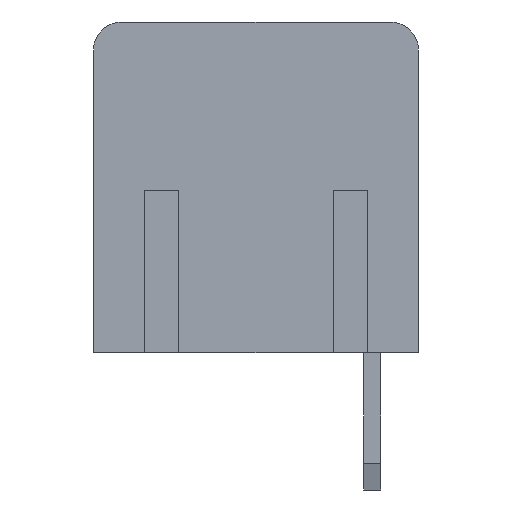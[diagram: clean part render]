
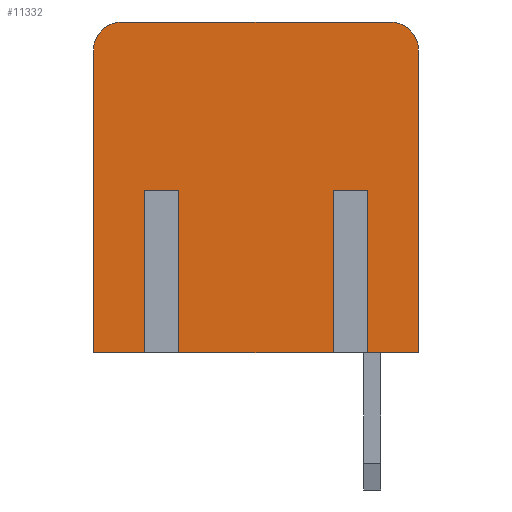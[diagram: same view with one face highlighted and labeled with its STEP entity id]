
A CAD part, left-side view. The second image highlights one B-rep face of the part: STEP entity #11332.
In plain terms, the highlighted planar face has unit normal (-1, 0, 0).
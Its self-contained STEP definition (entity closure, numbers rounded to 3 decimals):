
#629=PLANE('',#11912);
#1129=LINE('',#14825,#1917);
#1137=LINE('',#14841,#1925);
#1145=LINE('',#14857,#1933);
#1248=LINE('',#15069,#2036);
#1249=LINE('',#15071,#2037);
#1254=LINE('',#15082,#2042);
#1270=LINE('',#15115,#2058);
#1271=LINE('',#15117,#2059);
#1272=LINE('',#15119,#2060);
#1273=LINE('',#15122,#2061);
#1274=LINE('',#15124,#2062);
#1275=LINE('',#15126,#2063);
#1917=VECTOR('',#12756,1000.);
#1925=VECTOR('',#12764,1000.);
#1933=VECTOR('',#12772,1000.);
#2036=VECTOR('',#12909,1000.);
#2037=VECTOR('',#12912,1000.);
#2042=VECTOR('',#12919,1000.);
#2058=VECTOR('',#12951,1000.);
#2059=VECTOR('',#12952,1000.);
#2060=VECTOR('',#12953,1000.);
#2061=VECTOR('',#12958,1000.);
#2062=VECTOR('',#12959,1000.);
#2063=VECTOR('',#12960,1000.);
#3044=ORIENTED_EDGE('',*,*,#5516,.F.);
#3045=ORIENTED_EDGE('',*,*,#5517,.T.);
#3046=ORIENTED_EDGE('',*,*,#5518,.T.);
#3047=ORIENTED_EDGE('',*,*,#5375,.F.);
#3048=ORIENTED_EDGE('',*,*,#5494,.F.);
#3049=ORIENTED_EDGE('',*,*,#5519,.T.);
#3050=ORIENTED_EDGE('',*,*,#5500,.T.);
#3051=ORIENTED_EDGE('',*,*,#5520,.T.);
#3052=ORIENTED_EDGE('',*,*,#5495,.T.);
#3053=ORIENTED_EDGE('',*,*,#5391,.F.);
#3054=ORIENTED_EDGE('',*,*,#5521,.F.);
#3055=ORIENTED_EDGE('',*,*,#5522,.T.);
#3056=ORIENTED_EDGE('',*,*,#5523,.T.);
#3057=ORIENTED_EDGE('',*,*,#5383,.F.);
#5375=EDGE_CURVE('',#6649,#6650,#1129,.T.);
#5383=EDGE_CURVE('',#6657,#6658,#1137,.T.);
#5391=EDGE_CURVE('',#6665,#6666,#1145,.T.);
#5494=EDGE_CURVE('',#6757,#6649,#1248,.T.);
#5495=EDGE_CURVE('',#6758,#6666,#1249,.T.);
#5500=EDGE_CURVE('',#6763,#6762,#1254,.T.);
#5516=EDGE_CURVE('',#6772,#6657,#1270,.T.);
#5517=EDGE_CURVE('',#6772,#6773,#1271,.T.);
#5518=EDGE_CURVE('',#6773,#6650,#1272,.T.);
#5519=EDGE_CURVE('',#6757,#6763,#7376,.T.);
#5520=EDGE_CURVE('',#6762,#6758,#7377,.T.);
#5521=EDGE_CURVE('',#6774,#6665,#1273,.T.);
#5522=EDGE_CURVE('',#6774,#6775,#1274,.T.);
#5523=EDGE_CURVE('',#6775,#6658,#1275,.T.);
#6649=VERTEX_POINT('',#14824);
#6650=VERTEX_POINT('',#14826);
#6657=VERTEX_POINT('',#14840);
#6658=VERTEX_POINT('',#14842);
#6665=VERTEX_POINT('',#14856);
#6666=VERTEX_POINT('',#14858);
#6757=VERTEX_POINT('',#15068);
#6758=VERTEX_POINT('',#15072);
#6762=VERTEX_POINT('',#15081);
#6763=VERTEX_POINT('',#15083);
#6772=VERTEX_POINT('',#15116);
#6773=VERTEX_POINT('',#15118);
#6774=VERTEX_POINT('',#15123);
#6775=VERTEX_POINT('',#15125);
#7376=CIRCLE('',#11913,1.041);
#7377=CIRCLE('',#11914,1.041);
#7566=EDGE_LOOP('',(#3044,#3045,#3046,#3047,#3048,#3049,#3050,#3051,#3052,
#3053,#3054,#3055,#3056,#3057));
#8134=FACE_BOUND('',#7566,.T.);
#11332=ADVANCED_FACE('',(#8134),#629,.T.);
#11912=AXIS2_PLACEMENT_3D('',#15114,#12949,#12950);
#11913=AXIS2_PLACEMENT_3D('',#15120,#12954,#12955);
#11914=AXIS2_PLACEMENT_3D('',#15121,#12956,#12957);
#12756=DIRECTION('',(0.,1.,0.));
#12764=DIRECTION('',(0.,1.,0.));
#12772=DIRECTION('',(0.,1.,0.));
#12909=DIRECTION('',(0.,0.,-1.));
#12912=DIRECTION('',(0.,0.,-1.));
#12919=DIRECTION('',(0.,1.,0.));
#12949=DIRECTION('',(-1.,0.,0.));
#12950=DIRECTION('',(0.,0.,1.));
#12951=DIRECTION('',(0.,0.,-1.));
#12952=DIRECTION('',(0.,-1.,0.));
#12953=DIRECTION('',(0.,0.,-1.));
#12954=DIRECTION('',(-1.,0.,0.));
#12955=DIRECTION('',(0.,0.,1.));
#12956=DIRECTION('',(-1.,0.,0.));
#12957=DIRECTION('',(0.,0.,1.));
#12958=DIRECTION('',(0.,0.,-1.));
#12959=DIRECTION('',(0.,-1.,0.));
#12960=DIRECTION('',(0.,0.,-1.));
#14824=CARTESIAN_POINT('',(-19.291,-1.714,0.));
#14825=CARTESIAN_POINT('',(-19.291,-1.714,0.));
#14826=CARTESIAN_POINT('',(-19.291,0.597,0.));
#14840=CARTESIAN_POINT('',(-19.291,0.991,0.));
#14841=CARTESIAN_POINT('',(-19.291,-1.714,0.));
#14842=CARTESIAN_POINT('',(-19.291,7.595,0.));
#14856=CARTESIAN_POINT('',(-19.291,7.988,0.));
#14857=CARTESIAN_POINT('',(-19.291,-1.714,0.));
#14858=CARTESIAN_POINT('',(-19.291,10.3,0.));
#15068=CARTESIAN_POINT('',(-19.291,-1.714,11.176));
#15069=CARTESIAN_POINT('',(-19.291,-1.714,12.217));
#15071=CARTESIAN_POINT('',(-19.291,10.3,12.217));
#15072=CARTESIAN_POINT('',(-19.291,10.3,11.176));
#15081=CARTESIAN_POINT('',(-19.291,9.258,12.217));
#15082=CARTESIAN_POINT('',(-19.291,-1.714,12.217));
#15083=CARTESIAN_POINT('',(-19.291,-0.673,12.217));
#15114=CARTESIAN_POINT('',(-19.291,-1.714,12.217));
#15115=CARTESIAN_POINT('',(-19.291,0.991,5.994));
#15116=CARTESIAN_POINT('',(-19.291,0.991,5.994));
#15117=CARTESIAN_POINT('',(-19.291,0.991,5.994));
#15118=CARTESIAN_POINT('',(-19.291,0.597,5.994));
#15119=CARTESIAN_POINT('',(-19.291,0.597,5.994));
#15120=CARTESIAN_POINT('',(-19.291,-0.673,11.176));
#15121=CARTESIAN_POINT('',(-19.291,9.258,11.176));
#15122=CARTESIAN_POINT('',(-19.291,7.988,5.994));
#15123=CARTESIAN_POINT('',(-19.291,7.988,5.994));
#15124=CARTESIAN_POINT('',(-19.291,7.988,5.994));
#15125=CARTESIAN_POINT('',(-19.291,7.595,5.994));
#15126=CARTESIAN_POINT('',(-19.291,7.595,5.994));
